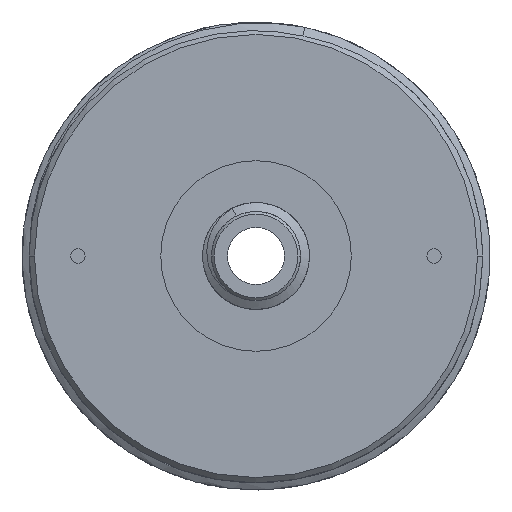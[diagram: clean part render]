
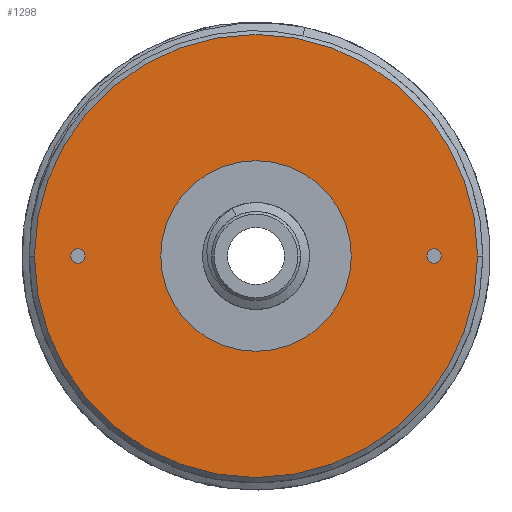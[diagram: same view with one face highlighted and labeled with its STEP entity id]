
A CAD part, front view. The second image highlights one B-rep face of the part: STEP entity #1298.
In plain terms, the highlighted planar face has unit normal (0, -1, 0).
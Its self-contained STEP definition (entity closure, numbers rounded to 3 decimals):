
#1=CARTESIAN_POINT('',(0.,0.,0.));
#2=DIRECTION('',(0.,-1.,0.));
#3=DIRECTION('',(-1.,0.,0.));
#4=AXIS2_PLACEMENT_3D('',#1,#2,#3);
#6=CARTESIAN_POINT('',(-10.,0.,0.));
#7=DIRECTION('',(0.,-1.,0.));
#8=DIRECTION('',(0.,0.,1.));
#9=AXIS2_PLACEMENT_3D('',#6,#7,#8);
#11=CARTESIAN_POINT('',(-10.,0.,0.));
#12=DIRECTION('',(0.,-1.,0.));
#13=DIRECTION('',(0.,0.,-1.));
#14=AXIS2_PLACEMENT_3D('',#11,#12,#13);
#16=CARTESIAN_POINT('',(10.,0.,0.));
#17=DIRECTION('',(0.,-1.,0.));
#18=DIRECTION('',(0.,0.,1.));
#19=AXIS2_PLACEMENT_3D('',#16,#17,#18);
#21=CARTESIAN_POINT('',(10.,0.,0.));
#22=DIRECTION('',(0.,-1.,0.));
#23=DIRECTION('',(0.,0.,-1.));
#24=AXIS2_PLACEMENT_3D('',#21,#22,#23);
#26=CARTESIAN_POINT('',(0.,0.,0.));
#27=DIRECTION('',(0.,1.,0.));
#28=DIRECTION('',(0.,0.,1.));
#29=AXIS2_PLACEMENT_3D('',#26,#27,#28);
#31=CARTESIAN_POINT('',(0.,0.,0.));
#32=DIRECTION('',(0.,1.,0.));
#33=DIRECTION('',(0.,0.,-1.));
#34=AXIS2_PLACEMENT_3D('',#31,#32,#33);
#36=CARTESIAN_POINT('',(0.,0.,0.));
#37=DIRECTION('',(0.,-1.,0.));
#38=DIRECTION('',(1.,0.,0.));
#39=AXIS2_PLACEMENT_3D('',#36,#37,#38);
#1214=CARTESIAN_POINT('',(-12.44,0.,0.));
#1215=CARTESIAN_POINT('',(12.44,0.,0.));
#1216=VERTEX_POINT('',#1214);
#1217=VERTEX_POINT('',#1215);
#1227=CARTESIAN_POINT('',(-10.,0.,0.4));
#1228=CARTESIAN_POINT('',(-10.,0.,-0.4));
#1229=VERTEX_POINT('',#1227);
#1230=VERTEX_POINT('',#1228);
#1231=CARTESIAN_POINT('',(10.,0.,0.4));
#1232=CARTESIAN_POINT('',(10.,0.,-0.4));
#1233=VERTEX_POINT('',#1231);
#1234=VERTEX_POINT('',#1232);
#1253=CARTESIAN_POINT('',(0.,0.,4.8));
#1254=CARTESIAN_POINT('',(0.,0.,-4.8));
#1255=VERTEX_POINT('',#1253);
#1256=VERTEX_POINT('',#1254);
#1269=CARTESIAN_POINT('',(0.,0.,0.));
#1270=DIRECTION('',(0.,1.,0.));
#1271=DIRECTION('',(1.,0.,0.));
#1272=AXIS2_PLACEMENT_3D('',#1269,#1270,#1271);
#1273=PLANE('',#1272);
#1275=ORIENTED_EDGE('',*,*,#1274,.F.);
#1277=ORIENTED_EDGE('',*,*,#1276,.F.);
#1278=EDGE_LOOP('',(#1275,#1277));
#1279=FACE_OUTER_BOUND('',#1278,.F.);
#1281=ORIENTED_EDGE('',*,*,#1280,.T.);
#1283=ORIENTED_EDGE('',*,*,#1282,.T.);
#1284=EDGE_LOOP('',(#1281,#1283));
#1285=FACE_BOUND('',#1284,.F.);
#1287=ORIENTED_EDGE('',*,*,#1286,.T.);
#1289=ORIENTED_EDGE('',*,*,#1288,.T.);
#1290=EDGE_LOOP('',(#1287,#1289));
#1291=FACE_BOUND('',#1290,.F.);
#1293=ORIENTED_EDGE('',*,*,#1292,.F.);
#1295=ORIENTED_EDGE('',*,*,#1294,.F.);
#1296=EDGE_LOOP('',(#1293,#1295));
#1297=FACE_BOUND('',#1296,.F.);
#1298=ADVANCED_FACE('',(#1279,#1285,#1291,#1297),#1273,.F.);
#5=CIRCLE('',#4,12.44);
#10=CIRCLE('',#9,0.4);
#15=CIRCLE('',#14,0.4);
#20=CIRCLE('',#19,0.4);
#25=CIRCLE('',#24,0.4);
#30=CIRCLE('',#29,4.8);
#35=CIRCLE('',#34,4.8);
#40=CIRCLE('',#39,12.44);
#1274=EDGE_CURVE('',#1217,#1216,#40,.T.);
#1276=EDGE_CURVE('',#1216,#1217,#5,.T.);
#1280=EDGE_CURVE('',#1229,#1230,#10,.T.);
#1282=EDGE_CURVE('',#1230,#1229,#15,.T.);
#1286=EDGE_CURVE('',#1233,#1234,#20,.T.);
#1288=EDGE_CURVE('',#1234,#1233,#25,.T.);
#1292=EDGE_CURVE('',#1255,#1256,#30,.T.);
#1294=EDGE_CURVE('',#1256,#1255,#35,.T.);
